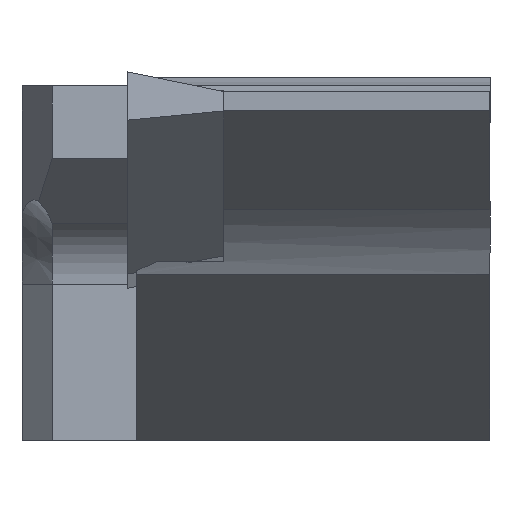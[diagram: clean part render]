
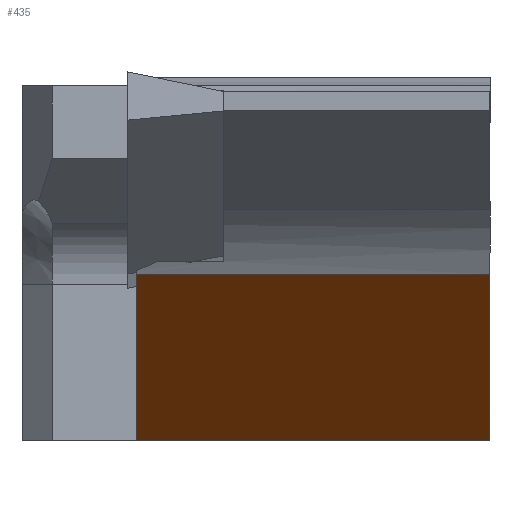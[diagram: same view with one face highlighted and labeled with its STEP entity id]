
A CAD part, left-side view. The second image highlights one B-rep face of the part: STEP entity #435.
In plain terms, the highlighted planar face has unit normal (-0.616, 0, -0.788).
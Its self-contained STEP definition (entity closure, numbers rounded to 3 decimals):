
#76 = PLANE ( 'NONE',  #1616 ) ;
#177 = EDGE_CURVE ( 'NONE', #696, #349, #1037, .T. ) ;
#222 = DIRECTION ( 'NONE',  ( 0.788, 0., -0.616 ) ) ;
#259 = CARTESIAN_POINT ( 'NONE',  ( 13.594, -12., -12. ) ) ;
#300 = LINE ( 'NONE', #1324, #677 ) ;
#313 = CARTESIAN_POINT ( 'NONE',  ( 13.594, -0.3, -12. ) ) ;
#333 = EDGE_CURVE ( 'NONE', #1144, #1828, #1504, .T. ) ;
#349 = VERTEX_POINT ( 'NONE', #1181 ) ;
#409 = VECTOR ( 'NONE', #1592, 1000. ) ;
#424 = LINE ( 'NONE', #468, #1513 ) ;
#435 = ADVANCED_FACE ( 'NONE', ( #1023 ), #76, .F. ) ;
#468 = CARTESIAN_POINT ( 'NONE',  ( 6.557, 126.787, -6.502 ) ) ;
#677 = VECTOR ( 'NONE', #1459, 1000. ) ;
#696 = VERTEX_POINT ( 'NONE', #313 ) ;
#748 = ORIENTED_EDGE ( 'NONE', *, *, #333, .T. ) ;
#848 = ORIENTED_EDGE ( 'NONE', *, *, #1451, .T. ) ;
#913 = VECTOR ( 'NONE', #1555, 1000. ) ;
#915 = CARTESIAN_POINT ( 'NONE',  ( 16.5, 126.787, -14.271 ) ) ;
#974 = ORIENTED_EDGE ( 'NONE', *, *, #1315, .F. ) ;
#996 = CARTESIAN_POINT ( 'NONE',  ( 16.5, -0.3, -14.271 ) ) ;
#1023 = FACE_OUTER_BOUND ( 'NONE', #1686, .T. ) ;
#1037 = LINE ( 'NONE', #996, #913 ) ;
#1049 = DIRECTION ( 'NONE',  ( 0.616, 0., 0.788 ) ) ;
#1144 = VERTEX_POINT ( 'NONE', #259 ) ;
#1181 = CARTESIAN_POINT ( 'NONE',  ( 6.557, -0.3, -6.502 ) ) ;
#1270 = CARTESIAN_POINT ( 'NONE',  ( 6.557, -12., -6.502 ) ) ;
#1312 = CARTESIAN_POINT ( 'NONE',  ( -0.669, -12., -0.857 ) ) ;
#1315 = EDGE_CURVE ( 'NONE', #349, #1828, #424, .T. ) ;
#1324 = CARTESIAN_POINT ( 'NONE',  ( 13.594, -12., -12. ) ) ;
#1415 = DIRECTION ( 'NONE',  ( 0., -1., 0. ) ) ;
#1451 = EDGE_CURVE ( 'NONE', #696, #1144, #300, .T. ) ;
#1459 = DIRECTION ( 'NONE',  ( 0., -1., 0. ) ) ;
#1504 = LINE ( 'NONE', #1312, #409 ) ;
#1513 = VECTOR ( 'NONE', #1415, 1000. ) ;
#1555 = DIRECTION ( 'NONE',  ( -0.788, 0., 0.616 ) ) ;
#1592 = DIRECTION ( 'NONE',  ( -0.788, 0., 0.616 ) ) ;
#1616 = AXIS2_PLACEMENT_3D ( 'NONE', #915, #1049, #222 ) ;
#1686 = EDGE_LOOP ( 'NONE', ( #1729, #848, #748, #974 ) ) ;
#1729 = ORIENTED_EDGE ( 'NONE', *, *, #177, .F. ) ;
#1828 = VERTEX_POINT ( 'NONE', #1270 ) ;
